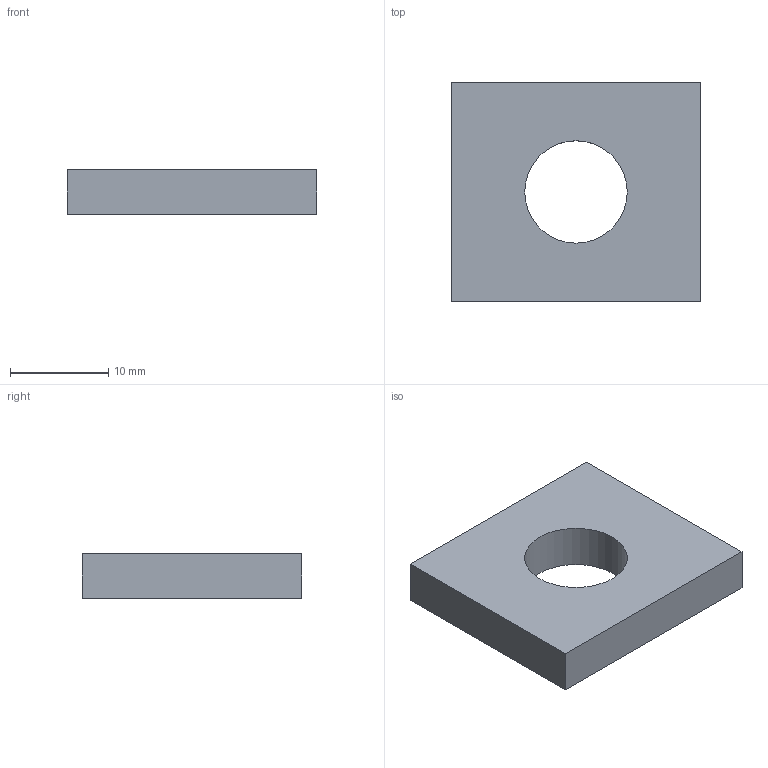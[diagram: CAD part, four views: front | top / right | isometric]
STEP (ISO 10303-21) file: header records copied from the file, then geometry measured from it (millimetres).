
FILE_DESCRIPTION(/* description */ ('STEP AP242','CAx-IF Rec.Pracs.---Representation and Presentation of Product Manufacturing Information (PMI)---4.0---2014-10-13','CAx-IF Rec.Pracs.---3D Tessellated Geometry---0.4---2014-09-14','2;1'),/* implementation_level */ '2;1');
FILE_NAME(/* name */ '62829b0114e8574ad0330b8f',/* time_stamp */ '2022-05-16T18:42:10+00:00',/* author */ (''),/* organization */ (''),/* preprocessor_version */ 'ST-DEVELOPER v18.101',/* originating_system */ ' ',/* authorisation */ ' ');
FILE_SCHEMA (('AP242_MANAGED_MODEL_BASED_3D_ENGINEERING_MIM_LF { 1 0 10303 442 1 1 4 }'));
Length unit declared in the file: metre
Products named in the file (1): DSCP004-M450
Bounding box: 25.4 x 22.35 x 4.5 mm (x, y, z)
Volume: 2171.5 mm3; surface area: 1542.1 mm2
Topology: 1 solids, 1 shells, 7 faces, 16 edges, 11 vertices
Faces by surface type: plane 6, cylinder 1
Full cylindrical faces by diameter (mm): 10.414 x1
Entity records: 212 total; most frequent: DIRECTION 32, CARTESIAN_POINT 32, ORIENTED_EDGE 28, EDGE_CURVE 14, LINE 12, VECTOR 12, VERTEX_POINT 10, EDGE_LOOP 10
